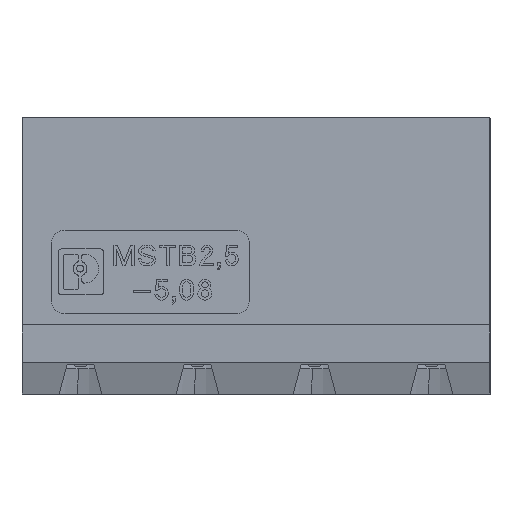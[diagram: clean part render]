
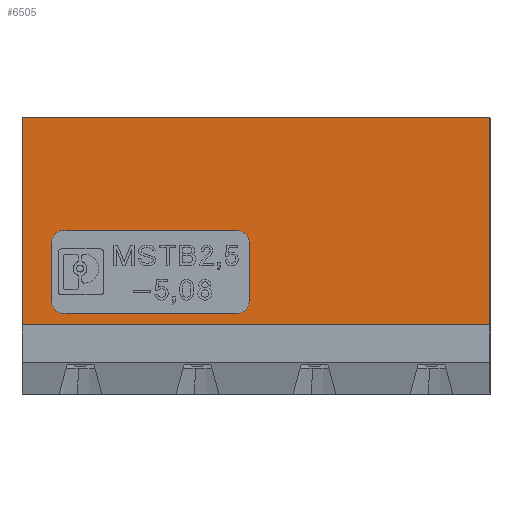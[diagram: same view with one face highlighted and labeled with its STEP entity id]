
A CAD part, top view. The second image highlights one B-rep face of the part: STEP entity #6505.
In plain terms, the highlighted planar face has unit normal (0, 0, 1).
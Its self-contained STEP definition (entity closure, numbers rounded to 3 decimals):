
#6505=ADVANCED_FACE('',(#16354,#16355),#16356,.T.);
#7651=VERTEX_POINT('',#18083);
#7653=EDGE_CURVE('',#18085,#7651,#18086,.T.);
#7661=VERTEX_POINT('',#18095);
#7663=EDGE_CURVE('',#18097,#7661,#18098,.T.);
#8037=VERTEX_POINT('',#18537);
#8041=VERTEX_POINT('',#18541);
#8043=EDGE_CURVE('',#8037,#8041,#18543,.T.);
#8759=VERTEX_POINT('',#19261);
#8761=EDGE_CURVE('',#18077,#8759,#19263,.T.);
#9089=VERTEX_POINT('',#19592);
#9091=EDGE_CURVE('',#8037,#9089,#19594,.T.);
#9171=VERTEX_POINT('',#19674);
#9175=EDGE_CURVE('',#9171,#9089,#19678,.T.);
#9207=EDGE_CURVE('',#9171,#8041,#19710,.T.);
#9209=EDGE_CURVE('',#7651,#19712,#19713,.T.);
#9211=VERTEX_POINT('',#19715);
#9213=EDGE_CURVE('',#9211,#18085,#19717,.T.);
#9215=EDGE_CURVE('',#7661,#9211,#19719,.T.);
#9217=EDGE_CURVE('',#8759,#18097,#19721,.T.);
#16354=FACE_OUTER_BOUND('',#30402,.T.);
#16355=FACE_BOUND('',#30403,.T.);
#16356=PLANE('',#30404);
#18069=VERTEX_POINT('',#32509);
#18077=VERTEX_POINT('',#32520);
#18083=CARTESIAN_POINT('',(1.78,3.5,7.67));
#18085=VERTEX_POINT('',#32531);
#18086=CIRCLE('',#32532,0.5);
#18095=CARTESIAN_POINT('',(1.28,6.6,7.67));
#18097=VERTEX_POINT('',#32547);
#18098=CIRCLE('',#32548,0.5);
#18537=CARTESIAN_POINT('',(20.32,12.0,7.67));
#18541=CARTESIAN_POINT('',(20.32,3.,7.67));
#18543=LINE('',#33311,#33312);
#19261=CARTESIAN_POINT('',(1.78,7.1,7.67));
#19263=LINE('',#34495,#34496);
#19592=CARTESIAN_POINT('',(0.,12.0,7.67));
#19594=LINE('',#35038,#35039);
#19674=CARTESIAN_POINT('',(0.,3.,7.67));
#19678=LINE('',#35176,#35177);
#19710=LINE('',#35226,#35227);
#19712=VERTEX_POINT('',#35230);
#19713=LINE('',#35231,#35232);
#19715=CARTESIAN_POINT('',(1.28,4.,7.67));
#19717=CIRCLE('',#35237,0.5);
#19719=LINE('',#35240,#35241);
#19721=CIRCLE('',#35244,0.5);
#21434=VERTEX_POINT('',#37894);
#30402=EDGE_LOOP('',(#46908,#46909,#46910,#46911));
#30403=EDGE_LOOP('',(#46912,#46913,#46914,#46915,#46916,#46917,#46918,#46919,#46920,#46921,#46922,#46923));
#30404=AXIS2_PLACEMENT_3D('',#46924,#46925,#46926);
#32509=CARTESIAN_POINT('',(9.86,4.,7.67));
#32520=CARTESIAN_POINT('',(9.36,7.1,7.67));
#32531=CARTESIAN_POINT('',(1.28,3.997,7.67));
#32532=AXIS2_PLACEMENT_3D('',#52331,#52332,#52333);
#32547=CARTESIAN_POINT('',(1.777,7.1,7.67));
#32548=AXIS2_PLACEMENT_3D('',#52338,#52339,#52340);
#33311=CARTESIAN_POINT('',(20.32,12.0,7.67));
#33312=VECTOR('',#52560,1.0);
#34495=CARTESIAN_POINT('',(4.669,7.1,7.67));
#34496=VECTOR('',#52851,1.0);
#35038=CARTESIAN_POINT('',(20.32,12.0,7.67));
#35039=VECTOR('',#52984,1.0);
#35176=CARTESIAN_POINT('',(0.,3.,7.67));
#35177=VECTOR('',#53011,1.0);
#35226=CARTESIAN_POINT('',(0.,3.,7.67));
#35227=VECTOR('',#53020,1.0);
#35230=CARTESIAN_POINT('',(9.36,3.5,7.67));
#35231=CARTESIAN_POINT('',(8.648,3.5,7.67));
#35232=VECTOR('',#53021,1.0);
#35237=AXIS2_PLACEMENT_3D('',#53022,#53023,#53024);
#35240=CARTESIAN_POINT('',(1.28,6.6,7.67));
#35241=VECTOR('',#53025,1.0);
#35244=AXIS2_PLACEMENT_3D('',#53026,#53027,#53028);
#37894=CARTESIAN_POINT('',(9.86,6.6,7.67));
#46908=ORIENTED_EDGE('',*,*,#9091,.T.);
#46909=ORIENTED_EDGE('',*,*,#9175,.F.);
#46910=ORIENTED_EDGE('',*,*,#9207,.T.);
#46911=ORIENTED_EDGE('',*,*,#8043,.F.);
#46912=ORIENTED_EDGE('',*,*,#8761,.F.);
#46913=ORIENTED_EDGE('',*,*,#54746,.F.);
#46914=ORIENTED_EDGE('',*,*,#54942,.F.);
#46915=ORIENTED_EDGE('',*,*,#54943,.F.);
#46916=ORIENTED_EDGE('',*,*,#54743,.F.);
#46917=ORIENTED_EDGE('',*,*,#54944,.F.);
#46918=ORIENTED_EDGE('',*,*,#9209,.F.);
#46919=ORIENTED_EDGE('',*,*,#7653,.F.);
#46920=ORIENTED_EDGE('',*,*,#9213,.F.);
#46921=ORIENTED_EDGE('',*,*,#9215,.F.);
#46922=ORIENTED_EDGE('',*,*,#7663,.F.);
#46923=ORIENTED_EDGE('',*,*,#9217,.F.);
#46924=CARTESIAN_POINT('',(2.604,2.775,7.67));
#46925=DIRECTION('',(0.0,0.0,1.0));
#46926=DIRECTION('',(1.0,0.0,0.0));
#52331=CARTESIAN_POINT('',(1.78,4.,7.67));
#52332=DIRECTION('',(0.0,0.0,1.0));
#52333=DIRECTION('',(-1.0,0.0,0.0));
#52338=CARTESIAN_POINT('',(1.78,6.6,7.67));
#52339=DIRECTION('',(0.0,-0.0,1.0));
#52340=DIRECTION('',(0.0,1.0,0.0));
#52560=DIRECTION('',(0.0,-1.0,0.0));
#52851=DIRECTION('',(-1.0,0.0,0.0));
#52984=DIRECTION('',(-1.0,0.0,0.0));
#53011=DIRECTION('',(0.0,1.0,0.0));
#53020=DIRECTION('',(1.0,0.0,0.0));
#53021=DIRECTION('',(1.0,0.0,0.0));
#53022=CARTESIAN_POINT('',(1.78,4.,7.67));
#53023=DIRECTION('',(0.0,0.0,1.0));
#53024=DIRECTION('',(-1.0,0.0,0.0));
#53025=DIRECTION('',(0.0,-1.0,0.0));
#53026=CARTESIAN_POINT('',(1.78,6.6,7.67));
#53027=DIRECTION('',(0.0,-0.0,1.0));
#53028=DIRECTION('',(0.0,1.0,0.0));
#54743=EDGE_CURVE('',#55683,#18069,#55685,.T.);
#54746=EDGE_CURVE('',#55687,#18077,#55689,.T.);
#54942=EDGE_CURVE('',#21434,#55687,#55885,.T.);
#54943=EDGE_CURVE('',#18069,#21434,#55886,.T.);
#54944=EDGE_CURVE('',#19712,#55683,#55887,.T.);
#55683=VERTEX_POINT('',#56662);
#55685=CIRCLE('',#56665,0.5);
#55687=VERTEX_POINT('',#56667);
#55689=CIRCLE('',#56670,0.5);
#55885=CIRCLE('',#56900,0.5);
#55886=LINE('',#56901,#56902);
#55887=CIRCLE('',#56903,0.5);
#56662=CARTESIAN_POINT('',(9.363,3.5,7.67));
#56665=AXIS2_PLACEMENT_3D('',#57492,#57493,#57494);
#56667=CARTESIAN_POINT('',(9.86,6.603,7.67));
#56670=AXIS2_PLACEMENT_3D('',#57496,#57497,#57498);
#56900=AXIS2_PLACEMENT_3D('',#57533,#57534,#57535);
#56901=CARTESIAN_POINT('',(9.86,4.72,7.67));
#56902=VECTOR('',#57536,1.0);
#56903=AXIS2_PLACEMENT_3D('',#57537,#57538,#57539);
#57492=CARTESIAN_POINT('',(9.36,4.,7.67));
#57493=DIRECTION('',(0.0,0.0,1.0));
#57494=DIRECTION('',(0.006,-1.,0.0));
#57496=CARTESIAN_POINT('',(9.36,6.6,7.67));
#57497=DIRECTION('',(0.0,-0.0,1.0));
#57498=DIRECTION('',(1.,0.006,0.0));
#57533=CARTESIAN_POINT('',(9.36,6.6,7.67));
#57534=DIRECTION('',(0.0,-0.0,1.0));
#57535=DIRECTION('',(1.,0.006,0.0));
#57536=DIRECTION('',(0.0,1.0,0.0));
#57537=CARTESIAN_POINT('',(9.36,4.,7.67));
#57538=DIRECTION('',(0.0,0.0,1.0));
#57539=DIRECTION('',(0.006,-1.,0.0));
